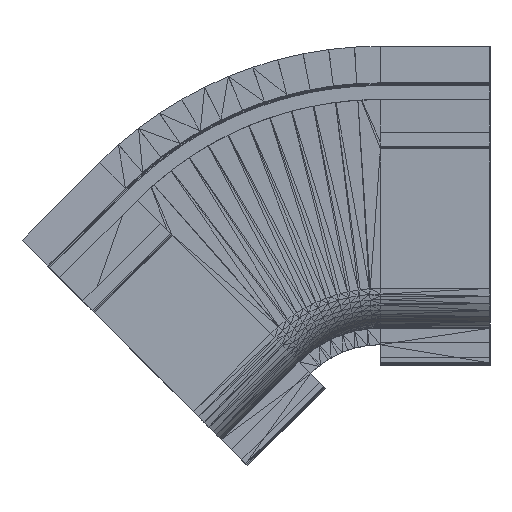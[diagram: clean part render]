
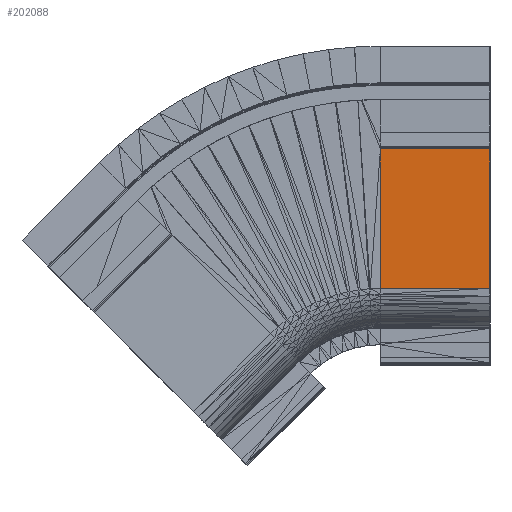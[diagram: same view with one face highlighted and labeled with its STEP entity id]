
A CAD part, left-side view. The second image highlights one B-rep face of the part: STEP entity #202088.
In plain terms, the highlighted planar face has unit normal (-1, 0, -0.03).
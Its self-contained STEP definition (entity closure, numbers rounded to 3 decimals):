
#6062 = PLANE('',#6063);
#6063 = AXIS2_PLACEMENT_3D('',#6064,#6065,#6066);
#6064 = CARTESIAN_POINT('',(4386.861,-6821.691,
    82.846));
#6065 = DIRECTION('',(0.,-1.,0.));
#6066 = DIRECTION('',(0.,0.,-1.));
#40250 = VERTEX_POINT('',#40251);
#40251 = CARTESIAN_POINT('',(4084.529,-6821.691,
    82.558));
#40258 = PLANE('',#40259);
#40259 = AXIS2_PLACEMENT_3D('',#40260,#40261,#40262);
#40260 = CARTESIAN_POINT('',(4084.582,-6801.18,
    82.022));
#40261 = DIRECTION('',(-0.995,0.,
    -0.1));
#40262 = DIRECTION('',(0.1,0.,-0.995));
#40282 = EDGE_CURVE('',#40250,#40283,#40285,.T.);
#40283 = VERTEX_POINT('',#40284);
#40284 = CARTESIAN_POINT('',(4084.529,-6781.691,
    82.558));
#40285 = SURFACE_CURVE('',#40286,(#40290,#40297),.PCURVE_S1.);
#40286 = LINE('',#40287,#40288);
#40287 = CARTESIAN_POINT('',(4084.529,-6821.691,
    82.558));
#40288 = VECTOR('',#40289,1.);
#40289 = DIRECTION('',(0.,1.,0.));
#40290 = PCURVE('',#40258,#40291);
#40291 = DEFINITIONAL_REPRESENTATION('',(#40292),#40296);
#40292 = LINE('',#40293,#40294);
#40293 = CARTESIAN_POINT('',(-0.539,20.511));
#40294 = VECTOR('',#40295,1.);
#40295 = DIRECTION('',(0.,-1.));
#40296 = ( GEOMETRIC_REPRESENTATION_CONTEXT(2) 
PARAMETRIC_REPRESENTATION_CONTEXT() REPRESENTATION_CONTEXT('2D SPACE',''
  ) );
#40297 = PCURVE('',#40298,#40303);
#40298 = PLANE('',#40299);
#40299 = AXIS2_PLACEMENT_3D('',#40300,#40301,#40302);
#40300 = CARTESIAN_POINT('',(4083.774,-6801.691,
    107.993));
#40301 = DIRECTION('',(-1.,0.,
    -0.03));
#40302 = DIRECTION('',(0.03,0.,
    -1.));
#40303 = DEFINITIONAL_REPRESENTATION('',(#40304),#40308);
#40304 = LINE('',#40305,#40306);
#40305 = CARTESIAN_POINT('',(25.446,20.));
#40306 = VECTOR('',#40307,1.);
#40307 = DIRECTION('',(0.,-1.));
#40308 = ( GEOMETRIC_REPRESENTATION_CONTEXT(2) 
PARAMETRIC_REPRESENTATION_CONTEXT() REPRESENTATION_CONTEXT('2D SPACE',''
  ) );
#41340 = PLANE('',#41341);
#41341 = AXIS2_PLACEMENT_3D('',#41342,#41343,#41344);
#41342 = CARTESIAN_POINT('',(4083.8,-6780.732,
    107.068));
#41343 = DIRECTION('',(-1.,-0.001,
    -0.03));
#41344 = DIRECTION('',(0.03,0.,-1.));
#49121 = VERTEX_POINT('',#49122);
#49122 = CARTESIAN_POINT('',(4083.019,-6781.691,
    133.427));
#49149 = EDGE_CURVE('',#49121,#40283,#49150,.T.);
#49150 = SURFACE_CURVE('',#49151,(#49155,#49162),.PCURVE_S1.);
#49151 = LINE('',#49152,#49153);
#49152 = CARTESIAN_POINT('',(4083.019,-6781.691,
    133.427));
#49153 = VECTOR('',#49154,1.);
#49154 = DIRECTION('',(0.03,0.,-1.));
#49155 = PCURVE('',#41340,#49156);
#49156 = DEFINITIONAL_REPRESENTATION('',(#49157),#49161);
#49157 = LINE('',#49158,#49159);
#49158 = CARTESIAN_POINT('',(-26.37,0.959));
#49159 = VECTOR('',#49160,1.);
#49160 = DIRECTION('',(1.,0.));
#49161 = ( GEOMETRIC_REPRESENTATION_CONTEXT(2) 
PARAMETRIC_REPRESENTATION_CONTEXT() REPRESENTATION_CONTEXT('2D SPACE',''
  ) );
#49162 = PCURVE('',#40298,#49163);
#49163 = DEFINITIONAL_REPRESENTATION('',(#49164),#49168);
#49164 = LINE('',#49165,#49166);
#49165 = CARTESIAN_POINT('',(-25.446,-20.));
#49166 = VECTOR('',#49167,1.);
#49167 = DIRECTION('',(1.,0.));
#49168 = ( GEOMETRIC_REPRESENTATION_CONTEXT(2) 
PARAMETRIC_REPRESENTATION_CONTEXT() REPRESENTATION_CONTEXT('2D SPACE',''
  ) );
#117631 = PLANE('',#117632);
#117632 = AXIS2_PLACEMENT_3D('',#117633,#117634,#117635);
#117633 = CARTESIAN_POINT('',(4076.44,-6801.691,
    133.427));
#117634 = DIRECTION('',(-0.,-0.,-1.));
#117635 = DIRECTION('',(-1.,0.,0.));
#128588 = VERTEX_POINT('',#128589);
#128589 = CARTESIAN_POINT('',(4083.019,-6821.691,
    133.427));
#128610 = EDGE_CURVE('',#40250,#128588,#128611,.T.);
#128611 = SURFACE_CURVE('',#128612,(#128616,#128623),.PCURVE_S1.);
#128612 = LINE('',#128613,#128614);
#128613 = CARTESIAN_POINT('',(4084.529,-6821.691,
    82.558));
#128614 = VECTOR('',#128615,1.);
#128615 = DIRECTION('',(-0.03,0.,1.));
#128616 = PCURVE('',#6062,#128617);
#128617 = DEFINITIONAL_REPRESENTATION('',(#128618),#128622);
#128618 = LINE('',#128619,#128620);
#128619 = CARTESIAN_POINT('',(0.288,-302.333));
#128620 = VECTOR('',#128621,1.);
#128621 = DIRECTION('',(-1.,-0.03));
#128622 = ( GEOMETRIC_REPRESENTATION_CONTEXT(2) 
PARAMETRIC_REPRESENTATION_CONTEXT() REPRESENTATION_CONTEXT('2D SPACE',''
  ) );
#128623 = PCURVE('',#40298,#128624);
#128624 = DEFINITIONAL_REPRESENTATION('',(#128625),#128629);
#128625 = LINE('',#128626,#128627);
#128626 = CARTESIAN_POINT('',(25.446,20.));
#128627 = VECTOR('',#128628,1.);
#128628 = DIRECTION('',(-1.,0.));
#128629 = ( GEOMETRIC_REPRESENTATION_CONTEXT(2) 
PARAMETRIC_REPRESENTATION_CONTEXT() REPRESENTATION_CONTEXT('2D SPACE',''
  ) );
#198865 = EDGE_CURVE('',#128588,#49121,#198866,.T.);
#198866 = SURFACE_CURVE('',#198867,(#198871,#198878),.PCURVE_S1.);
#198867 = LINE('',#198868,#198869);
#198868 = CARTESIAN_POINT('',(4083.019,-6821.691,
    133.427));
#198869 = VECTOR('',#198870,1.);
#198870 = DIRECTION('',(0.,1.,0.));
#198871 = PCURVE('',#117631,#198872);
#198872 = DEFINITIONAL_REPRESENTATION('',(#198873),#198877);
#198873 = LINE('',#198874,#198875);
#198874 = CARTESIAN_POINT('',(-6.579,-20.));
#198875 = VECTOR('',#198876,1.);
#198876 = DIRECTION('',(0.,1.));
#198877 = ( GEOMETRIC_REPRESENTATION_CONTEXT(2) 
PARAMETRIC_REPRESENTATION_CONTEXT() REPRESENTATION_CONTEXT('2D SPACE',''
  ) );
#198878 = PCURVE('',#40298,#198879);
#198879 = DEFINITIONAL_REPRESENTATION('',(#198880),#198884);
#198880 = LINE('',#198881,#198882);
#198881 = CARTESIAN_POINT('',(-25.446,20.));
#198882 = VECTOR('',#198883,1.);
#198883 = DIRECTION('',(0.,-1.));
#198884 = ( GEOMETRIC_REPRESENTATION_CONTEXT(2) 
PARAMETRIC_REPRESENTATION_CONTEXT() REPRESENTATION_CONTEXT('2D SPACE',''
  ) );
#202088 = ADVANCED_FACE('',(#202089),#40298,.T.);
#202089 = FACE_BOUND('',#202090,.T.);
#202090 = EDGE_LOOP('',(#202091,#202092,#202093,#202094));
#202091 = ORIENTED_EDGE('',*,*,#198865,.T.);
#202092 = ORIENTED_EDGE('',*,*,#49149,.T.);
#202093 = ORIENTED_EDGE('',*,*,#40282,.F.);
#202094 = ORIENTED_EDGE('',*,*,#128610,.T.);
